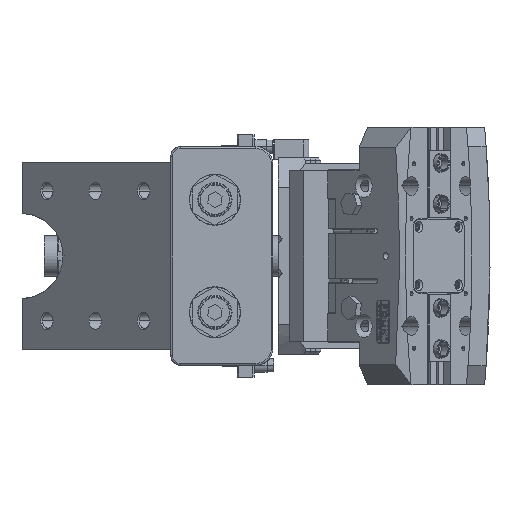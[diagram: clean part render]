
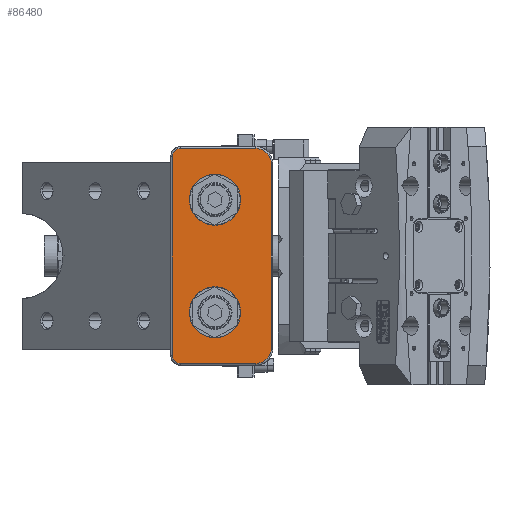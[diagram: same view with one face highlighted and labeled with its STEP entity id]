
A CAD part, left-side view. The second image highlights one B-rep face of the part: STEP entity #86480.
In plain terms, the highlighted face is planar.
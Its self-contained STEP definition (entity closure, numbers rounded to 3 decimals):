
#187 = DIRECTION ( 'NONE',  ( 0., 0., -1. ) ) ;
#369 = ORIENTED_EDGE ( 'NONE', *, *, #74890, .T. ) ;
#660 = ORIENTED_EDGE ( 'NONE', *, *, #4294, .T. ) ;
#1343 = CIRCLE ( 'NONE', #50828, 9. ) ;
#2231 = EDGE_CURVE ( 'NONE', #61583, #70553, #32570, .T. ) ;
#2478 = ORIENTED_EDGE ( 'NONE', *, *, #58211, .T. ) ;
#2492 = ORIENTED_EDGE ( 'NONE', *, *, #26881, .T. ) ;
#2950 = ORIENTED_EDGE ( 'NONE', *, *, #17203, .T. ) ;
#3888 = VERTEX_POINT ( 'NONE', #74872 ) ;
#4150 = DIRECTION ( 'NONE',  ( 0., -1., 0. ) ) ;
#4294 = EDGE_CURVE ( 'NONE', #35636, #13180, #1343, .T. ) ;
#4828 = DIRECTION ( 'NONE',  ( 0., -1., 0. ) ) ;
#5276 = EDGE_CURVE ( 'NONE', #30224, #50097, #51789, .T. ) ;
#7915 = DIRECTION ( 'NONE',  ( 0., 0., -1. ) ) ;
#8290 = VERTEX_POINT ( 'NONE', #21995 ) ;
#8931 = FACE_BOUND ( 'NONE', #53703, .T. ) ;
#9817 = EDGE_CURVE ( 'NONE', #70553, #61583, #51123, .T. ) ;
#9990 = CARTESIAN_POINT ( 'NONE',  ( 58., 0., 29. ) ) ;
#11465 = DIRECTION ( 'NONE',  ( 0., -1., 0. ) ) ;
#12289 = CARTESIAN_POINT ( 'NONE',  ( -58., 0., 29. ) ) ;
#13180 = VERTEX_POINT ( 'NONE', #36635 ) ;
#16451 = CARTESIAN_POINT ( 'NONE',  ( -63., 0., 24. ) ) ;
#17203 = EDGE_CURVE ( 'NONE', #13180, #3888, #62376, .T. ) ;
#18474 = EDGE_CURVE ( 'NONE', #44917, #34021, #51619, .T. ) ;
#21317 = CIRCLE ( 'NONE', #65870, 5. ) ;
#21363 = ORIENTED_EDGE ( 'NONE', *, *, #5276, .T. ) ;
#21559 = CIRCLE ( 'NONE', #40790, 9.25 ) ;
#21995 = CARTESIAN_POINT ( 'NONE',  ( -33., 0., 13.25 ) ) ;
#22049 = DIRECTION ( 'NONE',  ( 0., 0., -1. ) ) ;
#22743 = ORIENTED_EDGE ( 'NONE', *, *, #86787, .F. ) ;
#22869 = DIRECTION ( 'NONE',  ( 0., 0., -1. ) ) ;
#24751 = PLANE ( 'NONE',  #83085 ) ;
#24813 = AXIS2_PLACEMENT_3D ( 'NONE', #84349, #44287, #77213 ) ;
#25164 = EDGE_CURVE ( 'NONE', #76012, #8290, #30029, .T. ) ;
#26881 = EDGE_CURVE ( 'NONE', #32687, #35636, #39231, .T. ) ;
#28998 = ORIENTED_EDGE ( 'NONE', *, *, #9817, .F. ) ;
#29006 = FACE_OUTER_BOUND ( 'NONE', #77494, .T. ) ;
#29583 = AXIS2_PLACEMENT_3D ( 'NONE', #69613, #63192, #22869 ) ;
#30029 = CIRCLE ( 'NONE', #78295, 9.25 ) ;
#30224 = VERTEX_POINT ( 'NONE', #9990 ) ;
#32570 = CIRCLE ( 'NONE', #24813, 9.25 ) ;
#32640 = VECTOR ( 'NONE', #7915, 1000. ) ;
#32687 = VERTEX_POINT ( 'NONE', #59134 ) ;
#33784 = CARTESIAN_POINT ( 'NONE',  ( 0., 0., -29. ) ) ;
#34021 = VERTEX_POINT ( 'NONE', #56077 ) ;
#35590 = DIRECTION ( 'NONE',  ( 0., -1., 0. ) ) ;
#35636 = VERTEX_POINT ( 'NONE', #51970 ) ;
#36031 = VECTOR ( 'NONE', #45129, 1000. ) ;
#36635 = CARTESIAN_POINT ( 'NONE',  ( 63., 0., -20. ) ) ;
#37355 = CIRCLE ( 'NONE', #77036, 5. ) ;
#38336 = DIRECTION ( 'NONE',  ( 0., 0., -1. ) ) ;
#38838 = DIRECTION ( 'NONE',  ( -1., 0., 0. ) ) ;
#39231 = LINE ( 'NONE', #33784, #50783 ) ;
#39335 = EDGE_LOOP ( 'NONE', ( #41267, #22743 ) ) ;
#40790 = AXIS2_PLACEMENT_3D ( 'NONE', #76435, #35590, #22049 ) ;
#41267 = ORIENTED_EDGE ( 'NONE', *, *, #25164, .F. ) ;
#42366 = VECTOR ( 'NONE', #38838, 1000. ) ;
#43161 = ORIENTED_EDGE ( 'NONE', *, *, #2231, .F. ) ;
#44287 = DIRECTION ( 'NONE',  ( 0., -1., 0. ) ) ;
#44917 = VERTEX_POINT ( 'NONE', #16451 ) ;
#45129 = DIRECTION ( 'NONE',  ( 0., 0., 1. ) ) ;
#47844 = DIRECTION ( 'NONE',  ( 0., 0., -1. ) ) ;
#50097 = VERTEX_POINT ( 'NONE', #86176 ) ;
#50783 = VECTOR ( 'NONE', #67914, 1000. ) ;
#50828 = AXIS2_PLACEMENT_3D ( 'NONE', #54025, #55189, #47844 ) ;
#51123 = CIRCLE ( 'NONE', #29583, 9.25 ) ;
#51619 = LINE ( 'NONE', #68291, #32640 ) ;
#51744 = CARTESIAN_POINT ( 'NONE',  ( 33., 0., 13.25 ) ) ;
#51789 = LINE ( 'NONE', #12289, #42366 ) ;
#51970 = CARTESIAN_POINT ( 'NONE',  ( 54., 0., -29. ) ) ;
#52548 = DIRECTION ( 'NONE',  ( 0., -1., 0. ) ) ;
#52946 = CARTESIAN_POINT ( 'NONE',  ( 33., 0., -5.25 ) ) ;
#53703 = EDGE_LOOP ( 'NONE', ( #43161, #28998 ) ) ;
#54025 = CARTESIAN_POINT ( 'NONE',  ( 54., 0., -20. ) ) ;
#54262 = AXIS2_PLACEMENT_3D ( 'NONE', #79039, #4828, #72483 ) ;
#55189 = DIRECTION ( 'NONE',  ( 0., -1., 0. ) ) ;
#55341 = FACE_BOUND ( 'NONE', #39335, .T. ) ;
#55775 = ORIENTED_EDGE ( 'NONE', *, *, #76292, .T. ) ;
#56077 = CARTESIAN_POINT ( 'NONE',  ( -63., 0., -20. ) ) ;
#58211 = EDGE_CURVE ( 'NONE', #34021, #32687, #64191, .T. ) ;
#58600 = DIRECTION ( 'NONE',  ( 0., 0., -1. ) ) ;
#59134 = CARTESIAN_POINT ( 'NONE',  ( -54., 0., -29. ) ) ;
#59152 = CARTESIAN_POINT ( 'NONE',  ( 58., 0., 24. ) ) ;
#60717 = ORIENTED_EDGE ( 'NONE', *, *, #18474, .T. ) ;
#61583 = VERTEX_POINT ( 'NONE', #52946 ) ;
#62376 = LINE ( 'NONE', #72702, #36031 ) ;
#63192 = DIRECTION ( 'NONE',  ( 0., -1., 0. ) ) ;
#64191 = CIRCLE ( 'NONE', #54262, 9. ) ;
#64493 = CARTESIAN_POINT ( 'NONE',  ( 0., 0., 0. ) ) ;
#65714 = CARTESIAN_POINT ( 'NONE',  ( -33., 0., 4. ) ) ;
#65845 = CARTESIAN_POINT ( 'NONE',  ( -58., 0., 24. ) ) ;
#65870 = AXIS2_PLACEMENT_3D ( 'NONE', #59152, #74953, #187 ) ;
#67914 = DIRECTION ( 'NONE',  ( 1., 0., 0. ) ) ;
#68291 = CARTESIAN_POINT ( 'NONE',  ( -63., 0., 0. ) ) ;
#69613 = CARTESIAN_POINT ( 'NONE',  ( 33., 0., 4. ) ) ;
#70553 = VERTEX_POINT ( 'NONE', #51744 ) ;
#72483 = DIRECTION ( 'NONE',  ( 0., 0., -1. ) ) ;
#72702 = CARTESIAN_POINT ( 'NONE',  ( 63., 0., 24. ) ) ;
#72810 = DIRECTION ( 'NONE',  ( 0., 0., -1. ) ) ;
#74872 = CARTESIAN_POINT ( 'NONE',  ( 63., 0., 24. ) ) ;
#74890 = EDGE_CURVE ( 'NONE', #50097, #44917, #37355, .T. ) ;
#74953 = DIRECTION ( 'NONE',  ( 0., -1., 0. ) ) ;
#76012 = VERTEX_POINT ( 'NONE', #83929 ) ;
#76292 = EDGE_CURVE ( 'NONE', #3888, #30224, #21317, .T. ) ;
#76435 = CARTESIAN_POINT ( 'NONE',  ( -33., 0., 4. ) ) ;
#77036 = AXIS2_PLACEMENT_3D ( 'NONE', #65845, #52548, #72810 ) ;
#77213 = DIRECTION ( 'NONE',  ( 0., 0., -1. ) ) ;
#77494 = EDGE_LOOP ( 'NONE', ( #21363, #369, #60717, #2478, #2492, #660, #2950, #55775 ) ) ;
#78295 = AXIS2_PLACEMENT_3D ( 'NONE', #65714, #4150, #38336 ) ;
#79039 = CARTESIAN_POINT ( 'NONE',  ( -54., 0., -20. ) ) ;
#83085 = AXIS2_PLACEMENT_3D ( 'NONE', #64493, #11465, #58600 ) ;
#83929 = CARTESIAN_POINT ( 'NONE',  ( -33., 0., -5.25 ) ) ;
#84349 = CARTESIAN_POINT ( 'NONE',  ( 33., 0., 4. ) ) ;
#86176 = CARTESIAN_POINT ( 'NONE',  ( -58., 0., 29. ) ) ;
#86480 = ADVANCED_FACE ( 'NONE', ( #29006, #8931, #55341 ), #24751, .T. ) ;
#86787 = EDGE_CURVE ( 'NONE', #8290, #76012, #21559, .T. ) ;
